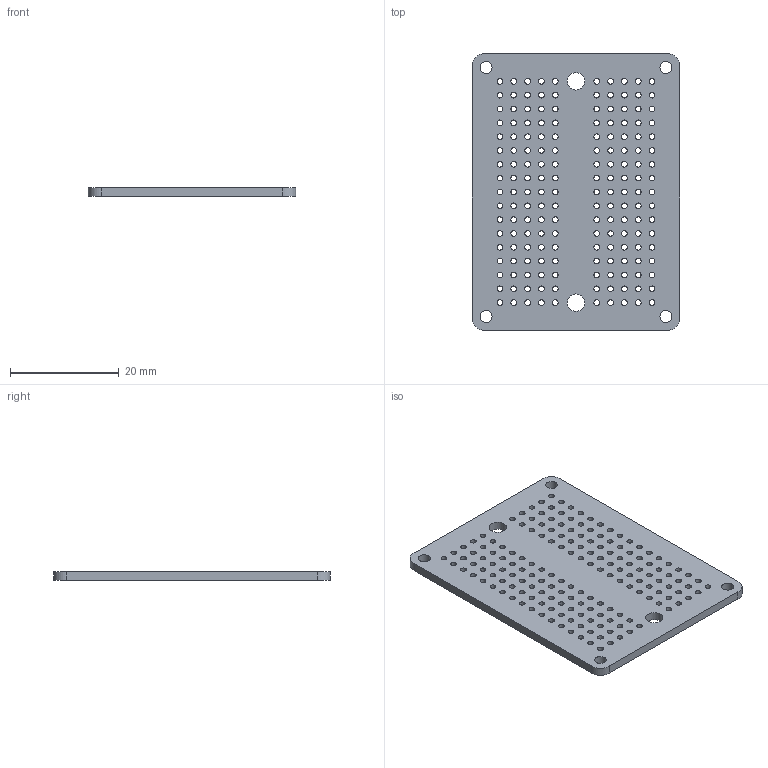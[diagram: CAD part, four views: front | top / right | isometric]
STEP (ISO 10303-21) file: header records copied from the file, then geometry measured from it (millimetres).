
FILE_DESCRIPTION(('KiCad electronic assembly'),'2;1');
FILE_NAME('upesy_breadboard_mini.step','2023-02-16T15:44:13',('Pcbnew'), ('Kicad'),'Open CASCADE STEP processor 7.6','KiCad to STEP converter', 'Unknown');
FILE_SCHEMA(('AUTOMOTIVE_DESIGN { 1 0 10303 214 1 1 1 1 }'));
Length unit declared in the file: millimetre
Products named in the file (2): upesy_breadboard_mini 1; upesy_breadboard_mini PCB
Assembly tree (1 placements, depth 2):
  upesy_breadboard_mini 1
    upesy_breadboard_mini PCB
Bounding box: 38.1 x 50.8 x 1.6 mm (x, y, z)
Volume: 2807.9 mm3; surface area: 4754.3 mm2
Topology: 1 solids, 1 shells, 186 faces, 552 edges, 368 vertices
Faces by surface type: cylinder 180, plane 6
Full cylindrical faces by diameter (mm): 1.041 x170, 2.2 x4, 3.2 x2
Entity records: 15463 total; most frequent: CARTESIAN_POINT 4372, DIRECTION 2032, ORIENTED_EDGE 1104, PCURVE 1104, DEFINITIONAL_REPRESENTATION 1104, LINE 936, VECTOR 936, EDGE_CURVE 552
